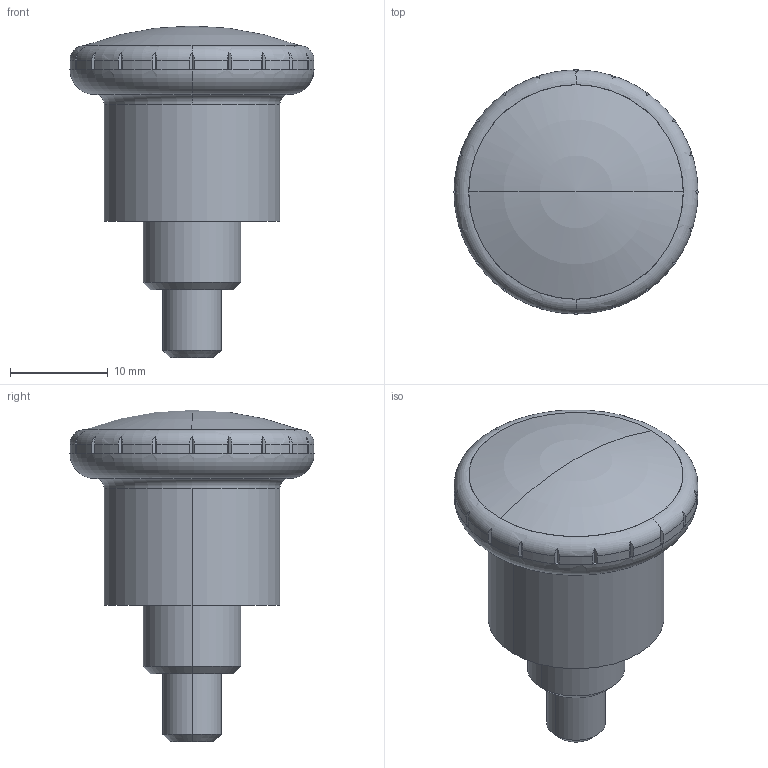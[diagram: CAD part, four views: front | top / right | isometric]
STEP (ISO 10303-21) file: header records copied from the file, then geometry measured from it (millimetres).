
FILE_DESCRIPTION(('STEP AP214'),'1');
FILE_NAME(' ',' ',('TraceParts'),('TraceParts S.A.'),'XStep 1.0',' ',' ');
FILE_SCHEMA(('automotive_design'));
Length unit declared in the file: millimetre
Products named in the file (2): 1; 2
Bounding box: 25 x 25 x 34 mm (x, y, z)
Volume: 6749 mm3; surface area: 4431.6 mm2
Topology: 2 solids, 2 shells, 135 faces, 323 edges, 194 vertices
Faces by surface type: plane 79, cylinder 28, cone 20, torus 6, sphere 2
Entity records: 7950 total; most frequent: CARTESIAN_POINT 1212, STYLED_ITEM 650, PRESENTATION_STYLE_ASSIGNMENT 650, COLOUR_RGB 650, DIRECTION 648, ORIENTED_EDGE 642, EDGE_CURVE 321, CURVE_STYLE 321
